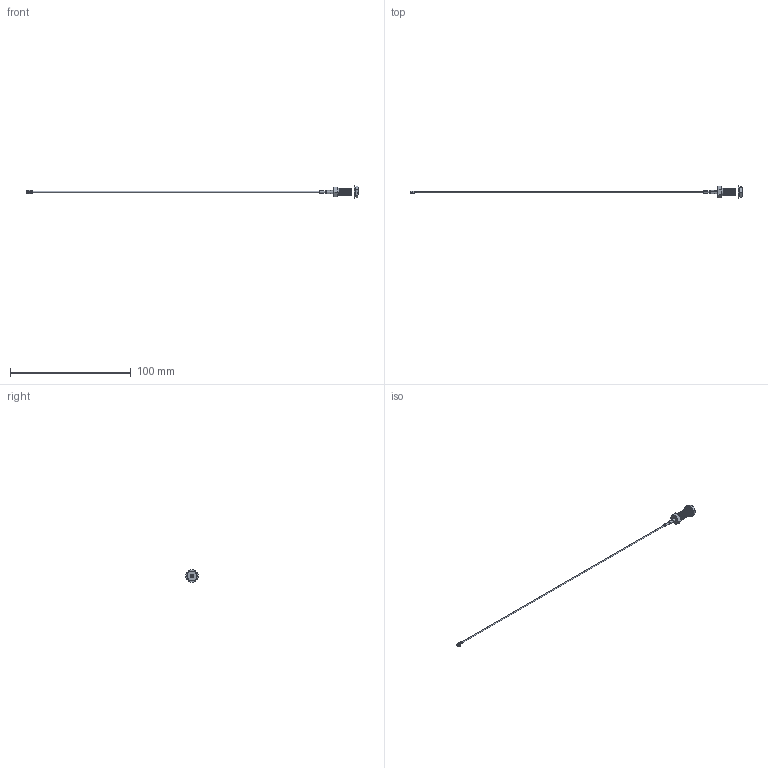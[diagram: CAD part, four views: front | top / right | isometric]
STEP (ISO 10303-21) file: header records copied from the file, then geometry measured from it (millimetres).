
FILE_DESCRIPTION (( 'STEP AP214' ), '1' );
FILE_NAME ('CAB.01029_Web.STEP', '2026-03-03T08:29:14', ( '' ), ( '' ), 'SwSTEP 2.0', 'SolidWorks 2024', '' );
FILE_SCHEMA (( 'AUTOMOTIVE_DESIGN' ));
Length unit declared in the file: millimetre
Products named in the file (7): STD IPEX.MHF1(113).Au; 001315C000000A (After Assy 2.5mm)_Black_1.37; SMA Washer; STD SMA(F)ST.Au (25-077_YFT)_default; 0.81 Cable; SMA Nut; CAB.01029_Web
Assembly tree (6 placements, depth 2):
  CAB.01029_Web
    0.81 Cable
    001315C000000A (After Assy 2.5mm)_Black_1.37
    SMA Washer
    SMA Nut
    STD SMA(F)ST.Au (25-077_YFT)_default
    STD IPEX.MHF1(113).Au
Bounding box: 275.47 x 10.2 x 10.2 mm (x, y, z)
Volume: 808.4 mm3; surface area: 1955.2 mm2
Topology: 6 solids, 6 shells, 1091 faces, 2568 edges, 1480 vertices
Faces by surface type: bspline 451, plane 409, cylinder 166, cone 44, torus 19, sphere 2
Entity records: 53226 total; most frequent: CARTESIAN_POINT 27588, ORIENTED_EDGE 5128, DIRECTION 2758, EDGE_CURVE 2564, VERTEX_POINT 1480, EDGE_LOOP 1152, FACE_OUTER_BOUND 1091, ADVANCED_FACE 1091
